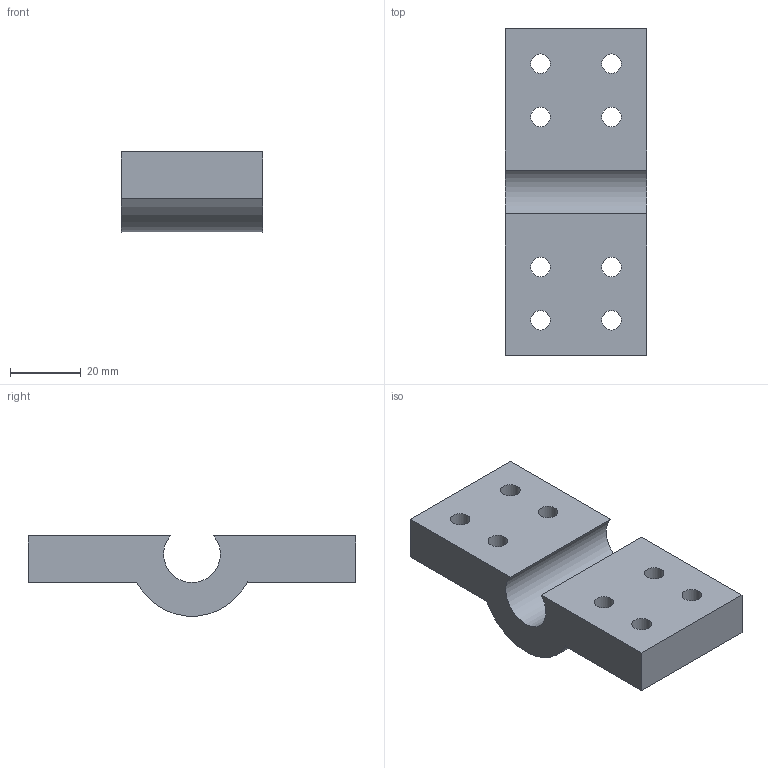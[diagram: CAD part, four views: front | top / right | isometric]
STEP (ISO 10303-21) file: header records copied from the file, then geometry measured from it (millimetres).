
FILE_DESCRIPTION(/* description */ (''),/* implementation_level */ '2;1');
FILE_NAME(/* name */ 'motor_fix v2.step',/* time_stamp */ '2022-08-07T19:42:20+09:00',/* author */ (''),/* organization */ (''),/* preprocessor_version */ 'ST-DEVELOPER v18.1',/* originating_system */ 'Autodesk Translation Framework v10.14.0.1471',/* authorisation */ '');
FILE_SCHEMA (('AUTOMOTIVE_DESIGN { 1 0 10303 214 3 1 1 }'));
Length unit declared in the file: millimetre
Products named in the file (1): motor_fix
Bounding box: 40 x 92.3 x 22.55 mm (x, y, z)
Volume: 47059.6 mm3; surface area: 13592.2 mm2
Topology: 1 solids, 1 shells, 20 faces, 54 edges, 34 vertices
Faces by surface type: cylinder 11, plane 9
Full cylindrical faces by diameter (mm): 5.5 x8
Entity records: 701 total; most frequent: DIRECTION 118, CARTESIAN_POINT 109, ORIENTED_EDGE 108, EDGE_CURVE 54, AXIS2_PLACEMENT_3D 43, EDGE_LOOP 36, VERTEX_POINT 34, LINE 32
